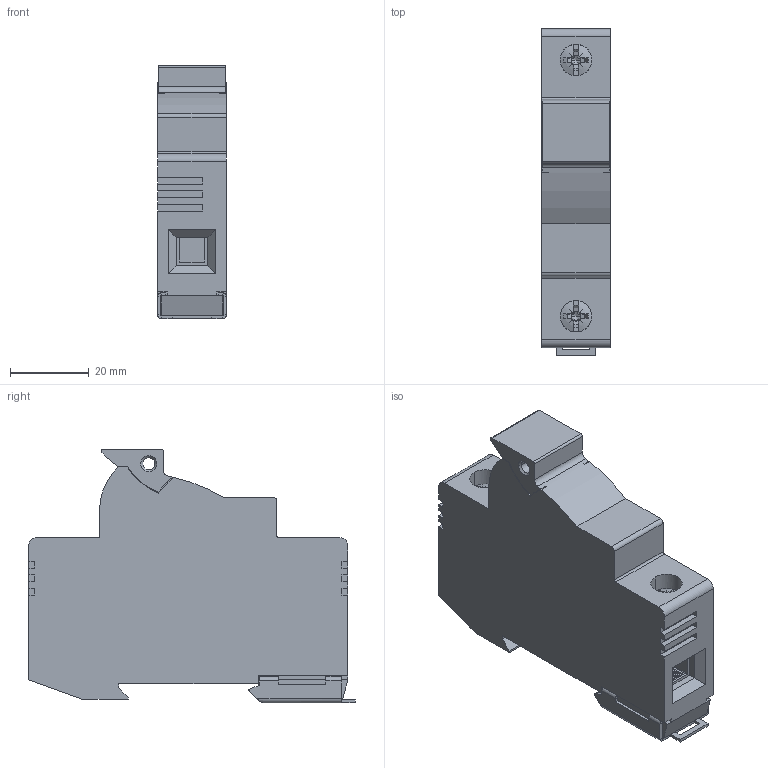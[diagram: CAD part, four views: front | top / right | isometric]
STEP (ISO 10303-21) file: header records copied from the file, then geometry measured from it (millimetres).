
FILE_DESCRIPTION((''),'2;1');
FILE_NAME('EFD10_1P_LOGO','2019-05-07T',('Marketing.praksa'),('Audax d.o.o.'),'CREO PARAMETRIC BY PTC INC, 2017480','CREO PARAMETRIC BY PTC INC, 2017480','');
FILE_SCHEMA(('CONFIG_CONTROL_DESIGN'));
Length unit declared in the file: millimetre
Products named in the file (1): EFD10_1P_LOGO
Bounding box: 17.5 x 82.89 x 64.35 mm (x, y, z)
Volume: 64814.4 mm3; surface area: 15911.7 mm2
Topology: 1 solids, 1 shells, 430 faces, 1182 edges, 761 vertices
Faces by surface type: plane 328, cylinder 72, cone 16, bspline 8, sphere 4, torus 2
Entity records: 14000 total; most frequent: CARTESIAN_POINT 3106, ORIENTED_EDGE 2356, DIRECTION 2110, EDGE_CURVE 1178, VECTOR 852, LINE 852, VERTEX_POINT 761, AXIS2_PLACEMENT_3D 629
